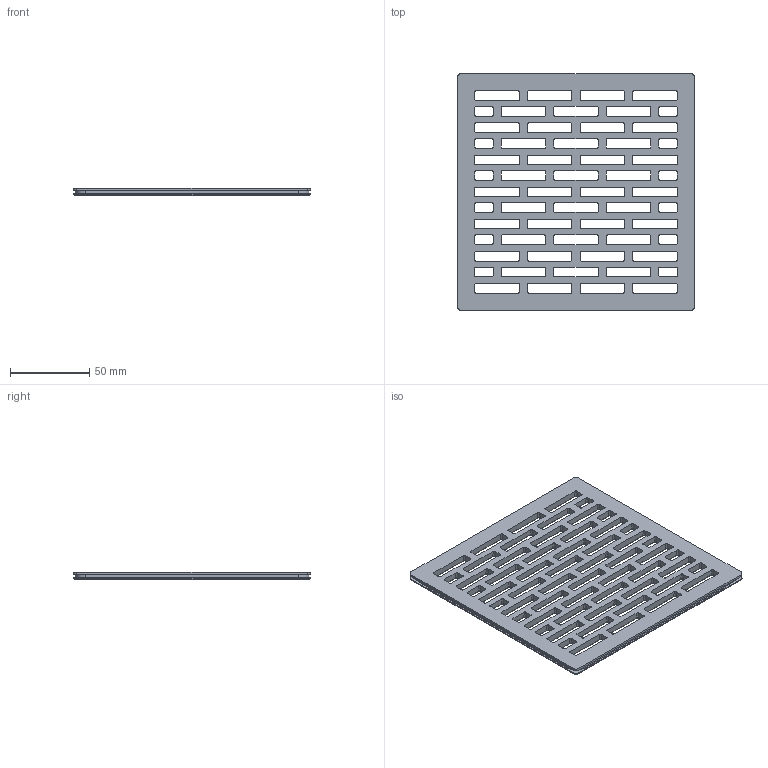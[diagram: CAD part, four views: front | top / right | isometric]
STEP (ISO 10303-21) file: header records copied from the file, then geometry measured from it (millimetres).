
FILE_DESCRIPTION((''),'2;1');
FILE_NAME('51045','2021-09-17T16:32:01',('rsmith'),(''),'CREO PARAMETRIC BY PTC INC, 2018400','CREO PARAMETRIC BY PTC INC, 2018400','');
FILE_SCHEMA(('AUTOMOTIVE_DESIGN { 1 0 10303 214 1 1 1 1 }'));
Length unit declared in the file: inch
Products named in the file (1): 51045
Bounding box: 149.73 x 149.73 x 4.78 mm (x, y, z)
Volume: 60171.1 mm3; surface area: 46264.8 mm2
Topology: 1 solids, 1 shells, 964 faces, 2408 edges, 1448 vertices
Faces by surface type: plane 252, cylinder 244, cone 236, torus 232
Entity records: 36331 total; most frequent: DIRECTION 5524, CARTESIAN_POINT 4822, ORIENTED_EDGE 4816, PRESENTATION_STYLE_ASSIGNMENT 2409, STYLED_ITEM 2409, CURVE_STYLE 2408, EDGE_CURVE 2408, AXIS2_PLACEMENT_3D 2152
